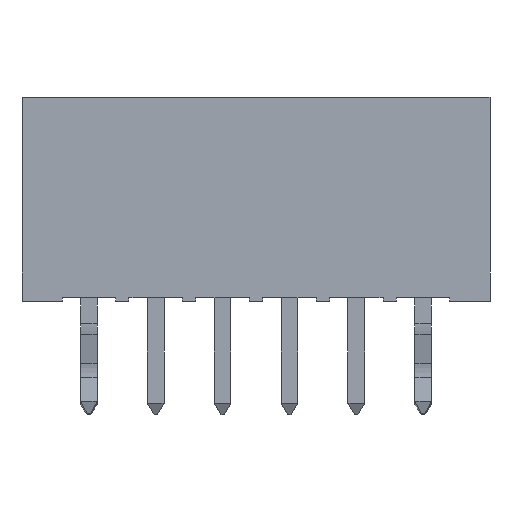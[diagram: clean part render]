
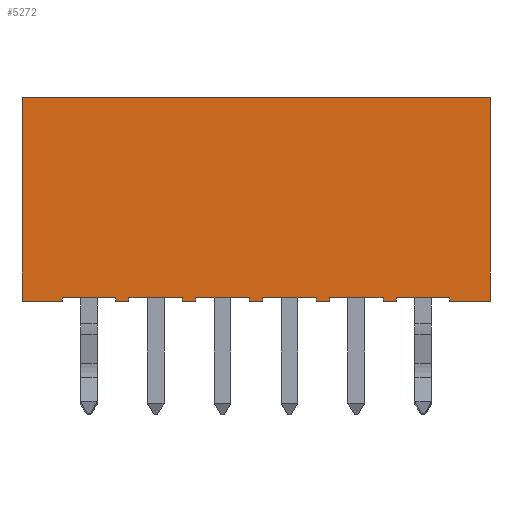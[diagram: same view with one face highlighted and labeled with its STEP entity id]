
A CAD part, front view. The second image highlights one B-rep face of the part: STEP entity #5272.
In plain terms, the highlighted face is planar.
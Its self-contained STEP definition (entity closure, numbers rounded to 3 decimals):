
#534=ORIENTED_EDGE('',*,*,#1129,.T.);
#535=ORIENTED_EDGE('',*,*,#1139,.T.);
#536=ORIENTED_EDGE('',*,*,#1421,.T.);
#537=ORIENTED_EDGE('',*,*,#1150,.T.);
#538=ORIENTED_EDGE('',*,*,#1143,.T.);
#539=ORIENTED_EDGE('',*,*,#1153,.T.);
#540=ORIENTED_EDGE('',*,*,#1419,.T.);
#541=ORIENTED_EDGE('',*,*,#1164,.T.);
#542=ORIENTED_EDGE('',*,*,#1157,.T.);
#543=ORIENTED_EDGE('',*,*,#1167,.T.);
#544=ORIENTED_EDGE('',*,*,#1417,.T.);
#545=ORIENTED_EDGE('',*,*,#1178,.T.);
#546=ORIENTED_EDGE('',*,*,#1171,.T.);
#547=ORIENTED_EDGE('',*,*,#1181,.T.);
#548=ORIENTED_EDGE('',*,*,#1415,.T.);
#549=ORIENTED_EDGE('',*,*,#1192,.T.);
#550=ORIENTED_EDGE('',*,*,#1185,.T.);
#551=ORIENTED_EDGE('',*,*,#1195,.T.);
#552=ORIENTED_EDGE('',*,*,#1413,.T.);
#553=ORIENTED_EDGE('',*,*,#1285,.T.);
#554=ORIENTED_EDGE('',*,*,#1278,.T.);
#555=ORIENTED_EDGE('',*,*,#1288,.T.);
#556=ORIENTED_EDGE('',*,*,#1387,.T.);
#557=ORIENTED_EDGE('',*,*,#1373,.F.);
#558=ORIENTED_EDGE('',*,*,#1370,.F.);
#559=ORIENTED_EDGE('',*,*,#1382,.T.);
#560=ORIENTED_EDGE('',*,*,#1422,.T.);
#561=ORIENTED_EDGE('',*,*,#1136,.T.);
#1129=EDGE_CURVE('',#1665,#1668,#2010,.T.);
#1136=EDGE_CURVE('',#1673,#1665,#2017,.T.);
#1139=EDGE_CURVE('',#1668,#1676,#2020,.T.);
#1143=EDGE_CURVE('',#1677,#1680,#2024,.T.);
#1150=EDGE_CURVE('',#1685,#1677,#2031,.T.);
#1153=EDGE_CURVE('',#1680,#1688,#2034,.T.);
#1157=EDGE_CURVE('',#1689,#1692,#2038,.T.);
#1164=EDGE_CURVE('',#1697,#1689,#2045,.T.);
#1167=EDGE_CURVE('',#1692,#1700,#2048,.T.);
#1171=EDGE_CURVE('',#1701,#1704,#2052,.T.);
#1178=EDGE_CURVE('',#1709,#1701,#2059,.T.);
#1181=EDGE_CURVE('',#1704,#1712,#2062,.T.);
#1185=EDGE_CURVE('',#1713,#1716,#2066,.T.);
#1192=EDGE_CURVE('',#1721,#1713,#2073,.T.);
#1195=EDGE_CURVE('',#1716,#1724,#2076,.T.);
#1278=EDGE_CURVE('',#1785,#1788,#2159,.T.);
#1285=EDGE_CURVE('',#1793,#1785,#2166,.T.);
#1288=EDGE_CURVE('',#1788,#1796,#2169,.T.);
#1370=EDGE_CURVE('',#1847,#1848,#2251,.T.);
#1373=EDGE_CURVE('',#1848,#1849,#2254,.T.);
#1382=EDGE_CURVE('',#1847,#1854,#2263,.T.);
#1387=EDGE_CURVE('',#1796,#1849,#2268,.T.);
#1413=EDGE_CURVE('',#1724,#1793,#2294,.T.);
#1415=EDGE_CURVE('',#1712,#1721,#2296,.T.);
#1417=EDGE_CURVE('',#1700,#1709,#2298,.T.);
#1419=EDGE_CURVE('',#1688,#1697,#2300,.T.);
#1421=EDGE_CURVE('',#1676,#1685,#2302,.T.);
#1422=EDGE_CURVE('',#1854,#1673,#2303,.T.);
#1665=VERTEX_POINT('',#6619);
#1668=VERTEX_POINT('',#6624);
#1673=VERTEX_POINT('',#6636);
#1676=VERTEX_POINT('',#6644);
#1677=VERTEX_POINT('',#6648);
#1680=VERTEX_POINT('',#6653);
#1685=VERTEX_POINT('',#6665);
#1688=VERTEX_POINT('',#6673);
#1689=VERTEX_POINT('',#6677);
#1692=VERTEX_POINT('',#6682);
#1697=VERTEX_POINT('',#6694);
#1700=VERTEX_POINT('',#6702);
#1701=VERTEX_POINT('',#6706);
#1704=VERTEX_POINT('',#6711);
#1709=VERTEX_POINT('',#6723);
#1712=VERTEX_POINT('',#6731);
#1713=VERTEX_POINT('',#6735);
#1716=VERTEX_POINT('',#6740);
#1721=VERTEX_POINT('',#6752);
#1724=VERTEX_POINT('',#6760);
#1785=VERTEX_POINT('',#6930);
#1788=VERTEX_POINT('',#6935);
#1793=VERTEX_POINT('',#6947);
#1796=VERTEX_POINT('',#6955);
#1847=VERTEX_POINT('',#7113);
#1848=VERTEX_POINT('',#7115);
#1849=VERTEX_POINT('',#7121);
#1854=VERTEX_POINT('',#7135);
#2010=LINE('',#6625,#2533);
#2017=LINE('',#6639,#2540);
#2020=LINE('',#6645,#2543);
#2024=LINE('',#6654,#2547);
#2031=LINE('',#6668,#2554);
#2034=LINE('',#6674,#2557);
#2038=LINE('',#6683,#2561);
#2045=LINE('',#6697,#2568);
#2048=LINE('',#6703,#2571);
#2052=LINE('',#6712,#2575);
#2059=LINE('',#6726,#2582);
#2062=LINE('',#6732,#2585);
#2066=LINE('',#6741,#2589);
#2073=LINE('',#6755,#2596);
#2076=LINE('',#6761,#2599);
#2159=LINE('',#6936,#2682);
#2166=LINE('',#6950,#2689);
#2169=LINE('',#6956,#2692);
#2251=LINE('',#7114,#2774);
#2254=LINE('',#7120,#2777);
#2263=LINE('',#7136,#2786);
#2268=LINE('',#7146,#2791);
#2294=LINE('',#7198,#2817);
#2296=LINE('',#7201,#2819);
#2298=LINE('',#7204,#2821);
#2300=LINE('',#7207,#2823);
#2302=LINE('',#7210,#2825);
#2303=LINE('',#7211,#2826);
#2533=VECTOR('',#5642,1000.);
#2540=VECTOR('',#5651,1000.);
#2543=VECTOR('',#5656,1000.);
#2547=VECTOR('',#5662,1000.);
#2554=VECTOR('',#5671,1000.);
#2557=VECTOR('',#5676,1000.);
#2561=VECTOR('',#5682,1000.);
#2568=VECTOR('',#5691,1000.);
#2571=VECTOR('',#5696,1000.);
#2575=VECTOR('',#5702,1000.);
#2582=VECTOR('',#5711,1000.);
#2585=VECTOR('',#5716,1000.);
#2589=VECTOR('',#5722,1000.);
#2596=VECTOR('',#5731,1000.);
#2599=VECTOR('',#5736,1000.);
#2682=VECTOR('',#5875,1000.);
#2689=VECTOR('',#5884,1000.);
#2692=VECTOR('',#5889,1000.);
#2774=VECTOR('',#6021,1000.);
#2777=VECTOR('',#6028,1000.);
#2786=VECTOR('',#6039,1000.);
#2791=VECTOR('',#6054,1000.);
#2817=VECTOR('',#6084,1000.);
#2819=VECTOR('',#6088,1000.);
#2821=VECTOR('',#6092,1000.);
#2823=VECTOR('',#6096,1000.);
#2825=VECTOR('',#6100,1000.);
#2826=VECTOR('',#6101,1000.);
#3152=EDGE_LOOP('',(#534,#535,#536,#537,#538,#539,#540,#541,#542,#543,#544,
#545,#546,#547,#548,#549,#550,#551,#552,#553,#554,#555,#556,#557,#558,#559,
#560,#561));
#3379=FACE_BOUND('',#3152,.T.);
#3590=PLANE('',#5490);
#5272=ADVANCED_FACE('',(#3379),#3590,.T.);
#5490=AXIS2_PLACEMENT_3D('',#7209,#6098,#6099);
#5642=DIRECTION('',(-1.,0.,0.));
#5651=DIRECTION('',(0.,0.,1.));
#5656=DIRECTION('',(0.,0.,-1.));
#5662=DIRECTION('',(-1.,0.,0.));
#5671=DIRECTION('',(0.,0.,1.));
#5676=DIRECTION('',(0.,0.,-1.));
#5682=DIRECTION('',(-1.,0.,0.));
#5691=DIRECTION('',(0.,0.,1.));
#5696=DIRECTION('',(0.,0.,-1.));
#5702=DIRECTION('',(-1.,0.,0.));
#5711=DIRECTION('',(0.,0.,1.));
#5716=DIRECTION('',(0.,0.,-1.));
#5722=DIRECTION('',(-1.,0.,0.));
#5731=DIRECTION('',(0.,0.,1.));
#5736=DIRECTION('',(0.,0.,-1.));
#5875=DIRECTION('',(-1.,0.,0.));
#5884=DIRECTION('',(0.,0.,1.));
#5889=DIRECTION('',(0.,0.,-1.));
#6021=DIRECTION('',(-1.,0.,0.));
#6028=DIRECTION('',(0.,0.,-1.));
#6039=DIRECTION('',(0.,0.,-1.));
#6054=DIRECTION('',(-1.,0.,0.));
#6084=DIRECTION('',(-1.,0.,0.));
#6088=DIRECTION('',(-1.,0.,0.));
#6092=DIRECTION('',(-1.,0.,0.));
#6096=DIRECTION('',(-1.,0.,0.));
#6098=DIRECTION('',(0.,1.,0.));
#6099=DIRECTION('',(0.,0.,1.));
#6100=DIRECTION('',(-1.,0.,0.));
#6101=DIRECTION('',(-1.,0.,0.));
#6619=CARTESIAN_POINT('',(5.8,2.35,-2.95));
#6624=CARTESIAN_POINT('',(4.2,2.35,-2.95));
#6625=CARTESIAN_POINT('',(7.,2.35,-2.95));
#6636=CARTESIAN_POINT('',(5.8,2.35,-3.05));
#6639=CARTESIAN_POINT('',(5.8,2.35,3.05));
#6644=CARTESIAN_POINT('',(4.2,2.35,-3.05));
#6645=CARTESIAN_POINT('',(4.2,2.35,3.05));
#6648=CARTESIAN_POINT('',(3.8,2.35,-2.95));
#6653=CARTESIAN_POINT('',(2.2,2.35,-2.95));
#6654=CARTESIAN_POINT('',(7.,2.35,-2.95));
#6665=CARTESIAN_POINT('',(3.8,2.35,-3.05));
#6668=CARTESIAN_POINT('',(3.8,2.35,3.05));
#6673=CARTESIAN_POINT('',(2.2,2.35,-3.05));
#6674=CARTESIAN_POINT('',(2.2,2.35,3.05));
#6677=CARTESIAN_POINT('',(1.8,2.35,-2.95));
#6682=CARTESIAN_POINT('',(0.2,2.35,-2.95));
#6683=CARTESIAN_POINT('',(7.,2.35,-2.95));
#6694=CARTESIAN_POINT('',(1.8,2.35,-3.05));
#6697=CARTESIAN_POINT('',(1.8,2.35,3.05));
#6702=CARTESIAN_POINT('',(0.2,2.35,-3.05));
#6703=CARTESIAN_POINT('',(0.2,2.35,3.05));
#6706=CARTESIAN_POINT('',(-0.2,2.35,-2.95));
#6711=CARTESIAN_POINT('',(-1.8,2.35,-2.95));
#6712=CARTESIAN_POINT('',(7.,2.35,-2.95));
#6723=CARTESIAN_POINT('',(-0.2,2.35,-3.05));
#6726=CARTESIAN_POINT('',(-0.2,2.35,3.05));
#6731=CARTESIAN_POINT('',(-1.8,2.35,-3.05));
#6732=CARTESIAN_POINT('',(-1.8,2.35,3.05));
#6735=CARTESIAN_POINT('',(-2.2,2.35,-2.95));
#6740=CARTESIAN_POINT('',(-3.8,2.35,-2.95));
#6741=CARTESIAN_POINT('',(7.,2.35,-2.95));
#6752=CARTESIAN_POINT('',(-2.2,2.35,-3.05));
#6755=CARTESIAN_POINT('',(-2.2,2.35,3.05));
#6760=CARTESIAN_POINT('',(-3.8,2.35,-3.05));
#6761=CARTESIAN_POINT('',(-3.8,2.35,3.05));
#6930=CARTESIAN_POINT('',(-4.2,2.35,-2.95));
#6935=CARTESIAN_POINT('',(-5.8,2.35,-2.95));
#6936=CARTESIAN_POINT('',(7.,2.35,-2.95));
#6947=CARTESIAN_POINT('',(-4.2,2.35,-3.05));
#6950=CARTESIAN_POINT('',(-4.2,2.35,3.05));
#6955=CARTESIAN_POINT('',(-5.8,2.35,-3.05));
#6956=CARTESIAN_POINT('',(-5.8,2.35,3.05));
#7113=CARTESIAN_POINT('',(7.,2.35,3.05));
#7114=CARTESIAN_POINT('',(7.,2.35,3.05));
#7115=CARTESIAN_POINT('',(-7.,2.35,3.05));
#7120=CARTESIAN_POINT('',(-7.,2.35,3.05));
#7121=CARTESIAN_POINT('',(-7.,2.35,-3.05));
#7135=CARTESIAN_POINT('',(7.,2.35,-3.05));
#7136=CARTESIAN_POINT('',(7.,2.35,3.05));
#7146=CARTESIAN_POINT('',(7.,2.35,-3.05));
#7198=CARTESIAN_POINT('',(7.,2.35,-3.05));
#7201=CARTESIAN_POINT('',(7.,2.35,-3.05));
#7204=CARTESIAN_POINT('',(7.,2.35,-3.05));
#7207=CARTESIAN_POINT('',(7.,2.35,-3.05));
#7209=CARTESIAN_POINT('',(7.,2.35,3.05));
#7210=CARTESIAN_POINT('',(7.,2.35,-3.05));
#7211=CARTESIAN_POINT('',(7.,2.35,-3.05));
